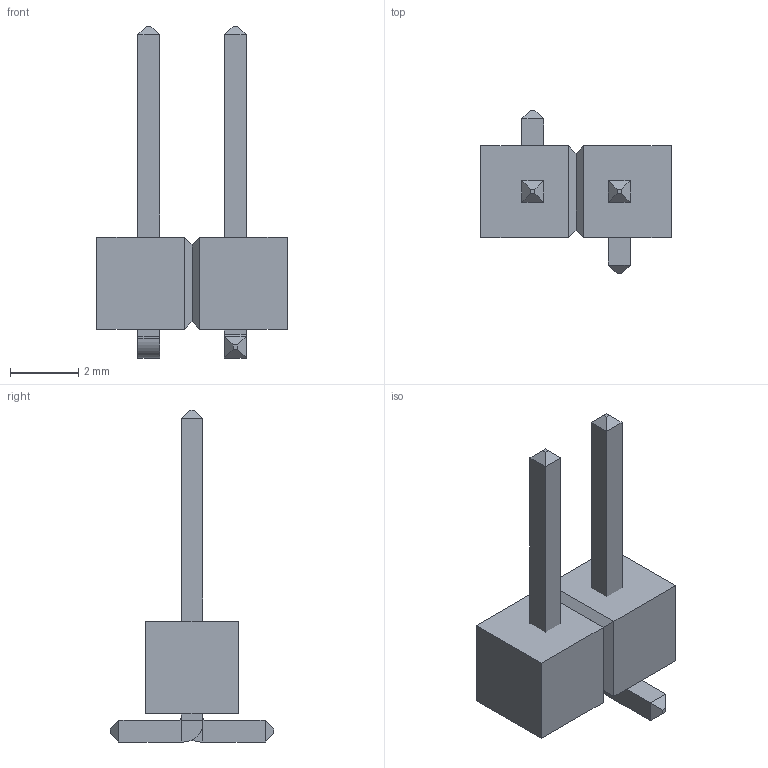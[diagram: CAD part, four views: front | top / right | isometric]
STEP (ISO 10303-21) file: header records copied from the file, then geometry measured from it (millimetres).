
FILE_DESCRIPTION(('FreeCAD Model'),'2;1');
FILE_NAME('15548812.1.1.stp','2022-09-27T08:36:53',( 'Author'),(''),'Open CASCADE STEP processor 6.9','FreeCAD','Unknown' );
FILE_SCHEMA(('AUTOMOTIVE_DESIGN { 1 0 10303 214 1 1 1 1 }'));
Length unit declared in the file: millimetre
Products named in the file (4): ASSEMBLY; Body; LeadOne; LeadTwo
Assembly tree (3 placements, depth 2):
  ASSEMBLY
    Body
    LeadOne
    LeadTwo
Bounding box: 5.58 x 4.8 x 9.74 mm (x, y, z)
Volume: 49.5 mm3; surface area: 135.8 mm2
Topology: 3 solids, 3 shells, 66 faces, 140 edges, 80 vertices
Faces by surface type: plane 62, cylinder 4
Entity records: 3600 total; most frequent: CARTESIAN_POINT 610, DIRECTION 548, LINE 388, VECTOR 388, ORIENTED_EDGE 280, PCURVE 280, DEFINITIONAL_REPRESENTATION 280, EDGE_CURVE 140
